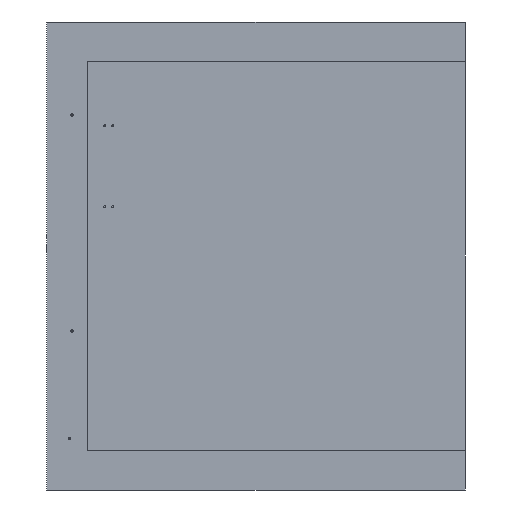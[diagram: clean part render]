
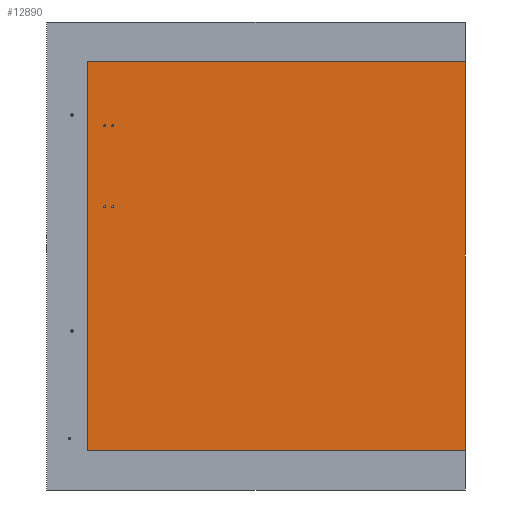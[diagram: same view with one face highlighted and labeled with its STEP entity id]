
A CAD part, left-side view. The second image highlights one B-rep face of the part: STEP entity #12890.
In plain terms, the highlighted planar face has unit normal (-1, 0, 0).
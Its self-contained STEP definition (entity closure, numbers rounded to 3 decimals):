
#11160=CARTESIAN_POINT('',(-42.,-65.15,-1151.6));
#11170=DIRECTION('',(0.,0.,1.));
#11180=VECTOR('',#11170,1.);
#11190=LINE('',#11160,#11180);
#11200=CARTESIAN_POINT('',(-42.,-65.15,-2068.75));
#11210=VERTEX_POINT('',#11200);
#11220=CARTESIAN_POINT('',(-42.,-65.15,-1273.75));
#11230=VERTEX_POINT('',#11220);
#11240=EDGE_CURVE('',#11210,#11230,#11190,.T.);
#11600=CARTESIAN_POINT('',(-42.,-826.65,-2068.75));
#11610=VERTEX_POINT('',#11600);
#11660=CARTESIAN_POINT('',(-42.,-826.65,-1151.6));
#11670=DIRECTION('',(0.,0.,-1.));
#11680=VECTOR('',#11670,1.);
#11690=LINE('',#11660,#11680);
#11700=CARTESIAN_POINT('',(-42.,-826.65,-1273.75));
#11710=VERTEX_POINT('',#11700);
#11720=EDGE_CURVE('',#11710,#11610,#11690,.T.);
#12030=CARTESIAN_POINT('',(-42.,-193.9,-2068.75));
#12040=DIRECTION('',(0.,-1.,0.));
#12050=VECTOR('',#12040,1.);
#12060=LINE('',#12030,#12050);
#12070=EDGE_CURVE('',#11210,#11610,#12060,.T.);
#12130=CARTESIAN_POINT('',(-42.,-126.65,-2623.088));
#12140=DIRECTION('',(-1.,0.,0.));
#12150=DIRECTION('',(0.,0.,1.));
#12160=AXIS2_PLACEMENT_3D('',#12130,#12140,#12150);
#12170=PLANE('',#12160);
#12180=CARTESIAN_POINT('',(-42.,-193.9,-1273.75));
#12190=DIRECTION('',(0.,1.,0.));
#12200=VECTOR('',#12190,1.);
#12210=LINE('',#12180,#12200);
#12220=EDGE_CURVE('',#11710,#11230,#12210,.T.);
#12230=ORIENTED_EDGE('',*,*,#12220,.T.);
#12240=ORIENTED_EDGE('',*,*,#11720,.F.);
#12250=ORIENTED_EDGE('',*,*,#12070,.T.);
#12260=ORIENTED_EDGE('',*,*,#11240,.F.);
#12270=EDGE_LOOP('',(#12260,#12250,#12240,#12230));
#12280=FACE_OUTER_BOUND('',#12270,.T.);
#12290=CARTESIAN_POINT('',(-42.,-111.95,-1413.25));
#12300=DIRECTION('',(1.,0.,0.));
#12310=DIRECTION('',(0.,0.,-1.));
#12320=AXIS2_PLACEMENT_3D('',#12290,#12300,#12310);
#12330=CIRCLE('',#12320,2.1);
#12340=CARTESIAN_POINT('',(-42.,-111.95,-1415.35));
#12350=VERTEX_POINT('',#12340);
#12360=CARTESIAN_POINT('',(-42.,-111.95,-1411.15));
#12370=VERTEX_POINT('',#12360);
#12380=EDGE_CURVE('',#12350,#12370,#12330,.T.);
#12390=ORIENTED_EDGE('',*,*,#12380,.T.);
#12400=EDGE_CURVE('',#12370,#12350,#12330,.T.);
#12410=ORIENTED_EDGE('',*,*,#12400,.T.);
#12420=EDGE_LOOP('',(#12410,#12390));
#12430=FACE_BOUND('',#12420,.T.);
#12440=CARTESIAN_POINT('',(-42.,-127.95,-1573.25));
#12450=DIRECTION('',(1.,0.,0.));
#12460=DIRECTION('',(0.,0.,-1.));
#12470=AXIS2_PLACEMENT_3D('',#12440,#12450,#12460);
#12480=CIRCLE('',#12470,2.1);
#12490=CARTESIAN_POINT('',(-42.,-127.95,-1575.35));
#12500=VERTEX_POINT('',#12490);
#12510=CARTESIAN_POINT('',(-42.,-127.95,-1571.15));
#12520=VERTEX_POINT('',#12510);
#12530=EDGE_CURVE('',#12500,#12520,#12480,.T.);
#12540=ORIENTED_EDGE('',*,*,#12530,.T.);
#12550=EDGE_CURVE('',#12520,#12500,#12480,.T.);
#12560=ORIENTED_EDGE('',*,*,#12550,.T.);
#12570=EDGE_LOOP('',(#12560,#12540));
#12580=FACE_BOUND('',#12570,.T.);
#12590=CARTESIAN_POINT('',(-42.,-127.95,-1413.25));
#12600=DIRECTION('',(1.,0.,0.));
#12610=DIRECTION('',(0.,0.,-1.));
#12620=AXIS2_PLACEMENT_3D('',#12590,#12600,#12610);
#12630=CIRCLE('',#12620,2.1);
#12640=CARTESIAN_POINT('',(-42.,-127.95,-1415.35));
#12650=VERTEX_POINT('',#12640);
#12660=CARTESIAN_POINT('',(-42.,-127.95,-1411.15));
#12670=VERTEX_POINT('',#12660);
#12680=EDGE_CURVE('',#12650,#12670,#12630,.T.);
#12690=ORIENTED_EDGE('',*,*,#12680,.T.);
#12700=EDGE_CURVE('',#12670,#12650,#12630,.T.);
#12710=ORIENTED_EDGE('',*,*,#12700,.T.);
#12720=EDGE_LOOP('',(#12710,#12690));
#12730=FACE_BOUND('',#12720,.T.);
#12740=CARTESIAN_POINT('',(-42.,-111.95,-1573.25));
#12750=DIRECTION('',(1.,0.,0.));
#12760=DIRECTION('',(0.,0.,-1.));
#12770=AXIS2_PLACEMENT_3D('',#12740,#12750,#12760);
#12780=CIRCLE('',#12770,2.1);
#12790=CARTESIAN_POINT('',(-42.,-111.95,-1575.35));
#12800=VERTEX_POINT('',#12790);
#12810=CARTESIAN_POINT('',(-42.,-111.95,-1571.15));
#12820=VERTEX_POINT('',#12810);
#12830=EDGE_CURVE('',#12800,#12820,#12780,.T.);
#12840=ORIENTED_EDGE('',*,*,#12830,.T.);
#12850=EDGE_CURVE('',#12820,#12800,#12780,.T.);
#12860=ORIENTED_EDGE('',*,*,#12850,.T.);
#12870=EDGE_LOOP('',(#12860,#12840));
#12880=FACE_BOUND('',#12870,.T.);
#12890=ADVANCED_FACE('',(#12280,#12430,#12580,#12730,#12880),#12170,.T.)
;
